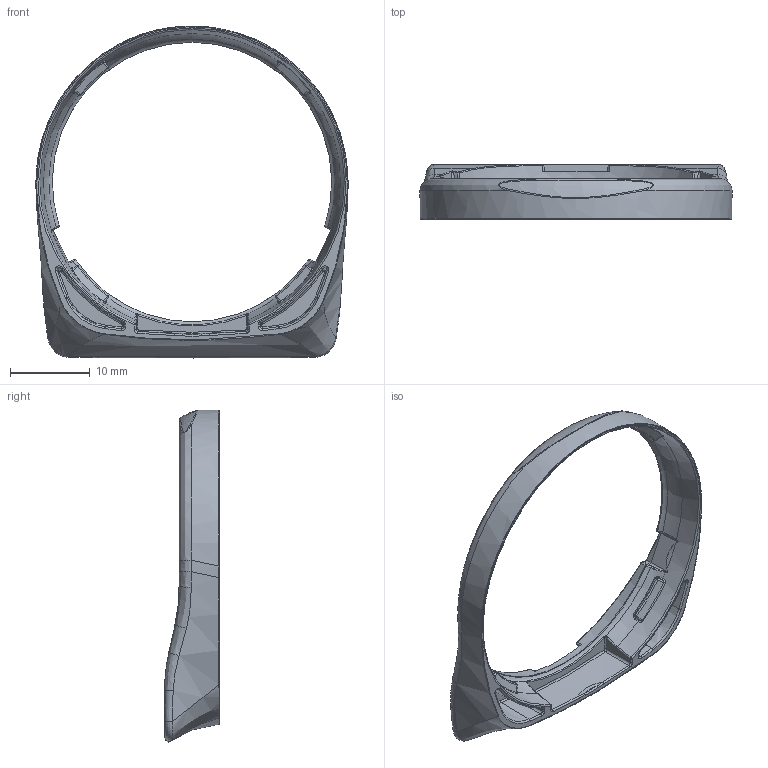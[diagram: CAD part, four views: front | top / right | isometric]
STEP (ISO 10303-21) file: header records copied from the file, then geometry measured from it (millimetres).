
FILE_DESCRIPTION((''),'2;1');
FILE_NAME('05-1105-0067_BEZ_KLAMMER','2023-07-26T10:05:04',('Beil'),(''),'CREO PARAMETRIC BY PTC INC, 2019030','CREO PARAMETRIC BY PTC INC, 2019030','');
FILE_SCHEMA(('CONFIG_CONTROL_DESIGN','SHAPE_APPEARANCE_LAYERS_GROUPS'));
Length unit declared in the file: millimetre
Products named in the file (1): 05-1105-0067_BEZ_KLAMMER
Bounding box: 39.08 x 6.85 x 41.56 mm (x, y, z)
Volume: 1369.9 mm3; surface area: 2342.2 mm2
Topology: 1 solids, 1 shells, 335 faces, 764 edges, 430 vertices
Faces by surface type: bspline 185, plane 42, torus 39, cylinder 36, sphere 18, cone 15
Entity records: 20517 total; most frequent: CARTESIAN_POINT 11921, ORIENTED_EDGE 1524, DIRECTION 1002, PRESENTATION_STYLE_ASSIGNMENT 763, STYLED_ITEM 763, CURVE_STYLE 762, EDGE_CURVE 762, AXIS2_PLACEMENT_3D 445
